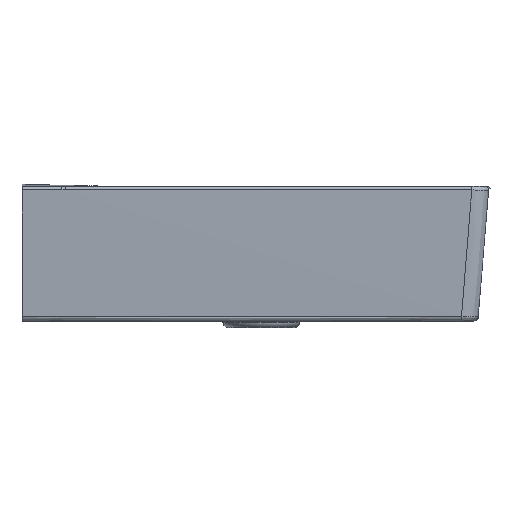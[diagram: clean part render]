
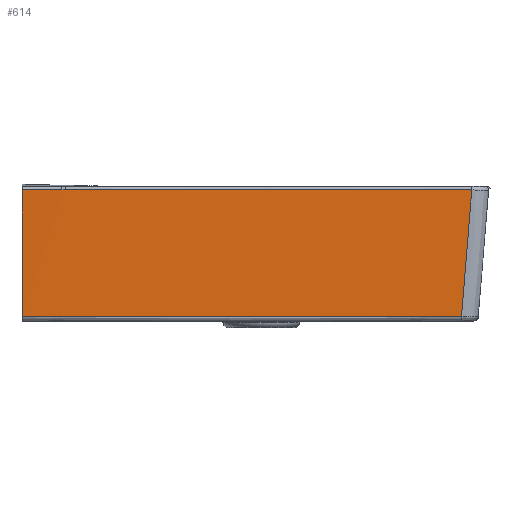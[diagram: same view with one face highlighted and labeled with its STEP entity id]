
A CAD part, left-side view. The second image highlights one B-rep face of the part: STEP entity #614.
In plain terms, the highlighted free-form (B-spline) face has degree [3, 3] with [10, 7] control points.
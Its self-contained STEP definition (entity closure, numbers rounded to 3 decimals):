
#70=B_SPLINE_SURFACE_WITH_KNOTS('',3,3,((#10895,#10896,#10897,#10898,#10899,
#10900,#10901),(#10902,#10903,#10904,#10905,#10906,#10907,#10908),(#10909,
#10910,#10911,#10912,#10913,#10914,#10915),(#10916,#10917,#10918,#10919,
#10920,#10921,#10922),(#10923,#10924,#10925,#10926,#10927,#10928,#10929),
(#10930,#10931,#10932,#10933,#10934,#10935,#10936),(#10937,#10938,#10939,
#10940,#10941,#10942,#10943),(#10944,#10945,#10946,#10947,#10948,#10949,
#10950),(#10951,#10952,#10953,#10954,#10955,#10956,#10957),(#10958,#10959,
#10960,#10961,#10962,#10963,#10964)),.UNSPECIFIED.,.F.,.F.,.F.,(4,1,1,1,
1,1,1,4),(4,2,1,4),(0.,0.2,0.4,0.6,0.7,0.8,0.9,1.),(0.,0.01,
0.802,1.),.UNSPECIFIED.);
#407=B_SPLINE_CURVE_WITH_KNOTS('',3,(#10254,#10255,#10256,#10257),
 .UNSPECIFIED.,.F.,.F.,(4,4),(0.,1.),.UNSPECIFIED.);
#408=B_SPLINE_CURVE_WITH_KNOTS('',3,(#10285,#10286,#10287,#10288,#10289,
#10290,#10291,#10292,#10293),.UNSPECIFIED.,.F.,.F.,(4,1,1,1,1,1,4),(0.,
0.247,0.535,0.678,0.822,
0.966,1.),.UNSPECIFIED.);
#410=B_SPLINE_CURVE_WITH_KNOTS('',3,(#10319,#10320,#10321,#10322),
 .UNSPECIFIED.,.F.,.F.,(4,4),(0.,1.),.UNSPECIFIED.);
#431=B_SPLINE_CURVE_WITH_KNOTS('',3,(#10854,#10855,#10856,#10857,#10858,
#10859,#10860,#10861),.UNSPECIFIED.,.F.,.F.,(4,2,2,4),(0.,0.25,0.5,1.),
 .UNSPECIFIED.);
#432=B_SPLINE_CURVE_WITH_KNOTS('',3,(#10886,#10887,#10888,#10889),
 .UNSPECIFIED.,.F.,.F.,(4,4),(0.,1.),.UNSPECIFIED.);
#433=B_SPLINE_CURVE_WITH_KNOTS('',3,(#10891,#10892,#10893,#10894),
 .UNSPECIFIED.,.F.,.F.,(4,4),(0.,1.),.UNSPECIFIED.);
#614=ADVANCED_FACE('',(#780),#70,.T.);
#780=FACE_OUTER_BOUND('',#935,.T.);
#935=EDGE_LOOP('',(#1455,#1456,#1457,#1458,#1459,#1460));
#1455=ORIENTED_EDGE('',*,*,#2205,.F.);
#1456=ORIENTED_EDGE('',*,*,#2204,.T.);
#1457=ORIENTED_EDGE('',*,*,#2149,.T.);
#1458=ORIENTED_EDGE('',*,*,#2152,.T.);
#1459=ORIENTED_EDGE('',*,*,#2155,.T.);
#1460=ORIENTED_EDGE('',*,*,#2206,.F.);
#1837=VERTEX_POINT('',#9940);
#1854=VERTEX_POINT('',#10258);
#1855=VERTEX_POINT('',#10284);
#1857=VERTEX_POINT('',#10318);
#1885=VERTEX_POINT('',#10801);
#1886=VERTEX_POINT('',#10890);
#2149=EDGE_CURVE('',#1854,#1837,#407,.T.);
#2152=EDGE_CURVE('',#1837,#1855,#408,.T.);
#2155=EDGE_CURVE('',#1855,#1857,#410,.T.);
#2204=EDGE_CURVE('',#1885,#1854,#431,.T.);
#2205=EDGE_CURVE('',#1885,#1886,#432,.T.);
#2206=EDGE_CURVE('',#1886,#1857,#433,.T.);
#9940=CARTESIAN_POINT('',(-399.101,-451.134,-3.557));
#10254=CARTESIAN_POINT('',(-394.435,-440.782,-130.293));
#10255=CARTESIAN_POINT('',(-396.796,-445.432,-89.367));
#10256=CARTESIAN_POINT('',(-398.406,-448.96,-47.111));
#10257=CARTESIAN_POINT('',(-399.101,-451.134,-3.557));
#10258=CARTESIAN_POINT('',(-394.435,-440.782,-130.293));
#10284=CARTESIAN_POINT('',(-398.887,-43.672,-3.555));
#10285=CARTESIAN_POINT('',(-399.101,-451.134,-3.556));
#10286=CARTESIAN_POINT('',(-399.405,-417.014,-3.556));
#10287=CARTESIAN_POINT('',(-399.886,-343.284,-3.556));
#10288=CARTESIAN_POINT('',(-400.019,-250.49,-3.556));
#10289=CARTESIAN_POINT('',(-399.815,-172.883,-3.556));
#10290=CARTESIAN_POINT('',(-399.506,-115.048,-3.556));
#10291=CARTESIAN_POINT('',(-399.157,-72.048,-3.556));
#10292=CARTESIAN_POINT('',(-398.932,-48.274,-3.556));
#10293=CARTESIAN_POINT('',(-398.887,-43.672,-3.556));
#10318=CARTESIAN_POINT('',(-398.851,-39.996,-3.554));
#10319=CARTESIAN_POINT('',(-398.887,-43.672,-3.555));
#10320=CARTESIAN_POINT('',(-398.875,-42.446,-3.555));
#10321=CARTESIAN_POINT('',(-398.863,-41.221,-3.555));
#10322=CARTESIAN_POINT('',(-398.851,-39.996,-3.554));
#10801=CARTESIAN_POINT('',(-393.777,0.,-130.29));
#10854=CARTESIAN_POINT('',(-393.777,0.,-130.29));
#10855=CARTESIAN_POINT('',(-394.154,-37.322,-130.29));
#10856=CARTESIAN_POINT('',(-394.537,-74.643,-130.29));
#10857=CARTESIAN_POINT('',(-395.055,-149.006,-130.291));
#10858=CARTESIAN_POINT('',(-395.208,-186.049,-130.291));
#10859=CARTESIAN_POINT('',(-395.372,-296.324,-130.292));
#10860=CARTESIAN_POINT('',(-395.091,-368.604,-130.293));
#10861=CARTESIAN_POINT('',(-394.435,-440.782,-130.293));
#10886=CARTESIAN_POINT('',(-393.777,0.,-130.29));
#10887=CARTESIAN_POINT('',(-396.228,0.,-88.033));
#10888=CARTESIAN_POINT('',(-397.785,0.,-45.776));
#10889=CARTESIAN_POINT('',(-398.447,0.,-3.52));
#10890=CARTESIAN_POINT('',(-398.447,0.,-3.52));
#10891=CARTESIAN_POINT('',(-398.447,0.,-3.52));
#10892=CARTESIAN_POINT('',(-398.584,-13.331,-3.536));
#10893=CARTESIAN_POINT('',(-398.721,-26.663,-3.547));
#10894=CARTESIAN_POINT('',(-398.851,-39.996,-3.554));
#10895=CARTESIAN_POINT('',(-397.562,-587.352,1.689));
#10896=CARTESIAN_POINT('',(-397.555,-587.277,1.126));
#10897=CARTESIAN_POINT('',(-397.547,-587.202,0.563));
#10898=CARTESIAN_POINT('',(-396.91,-581.135,-45.03));
#10899=CARTESIAN_POINT('',(-394.852,-573.644,-101.298));
#10900=CARTESIAN_POINT('',(-391.218,-566.171,-157.474));
#10901=CARTESIAN_POINT('',(-390.444,-564.677,-168.707));
#10902=CARTESIAN_POINT('',(-398.143,-547.615,1.689));
#10903=CARTESIAN_POINT('',(-398.135,-547.549,1.126));
#10904=CARTESIAN_POINT('',(-398.127,-547.484,0.563));
#10905=CARTESIAN_POINT('',(-397.479,-542.202,-45.03));
#10906=CARTESIAN_POINT('',(-395.409,-535.678,-101.298));
#10907=CARTESIAN_POINT('',(-391.761,-529.171,-157.474));
#10908=CARTESIAN_POINT('',(-390.984,-527.87,-168.706));
#10909=CARTESIAN_POINT('',(-399.136,-468.139,1.689));
#10910=CARTESIAN_POINT('',(-399.128,-468.093,1.126));
#10911=CARTESIAN_POINT('',(-399.119,-468.047,0.563));
#10912=CARTESIAN_POINT('',(-398.455,-464.333,-45.03));
#10913=CARTESIAN_POINT('',(-396.366,-459.746,-101.299));
#10914=CARTESIAN_POINT('',(-392.697,-455.17,-157.474));
#10915=CARTESIAN_POINT('',(-391.916,-454.255,-168.706));
#10916=CARTESIAN_POINT('',(-399.958,-348.919,1.689));
#10917=CARTESIAN_POINT('',(-399.949,-348.902,1.126));
#10918=CARTESIAN_POINT('',(-399.941,-348.885,0.563));
#10919=CARTESIAN_POINT('',(-399.271,-347.523,-45.03));
#10920=CARTESIAN_POINT('',(-397.177,-345.841,-101.299));
#10921=CARTESIAN_POINT('',(-393.501,-344.163,-157.474));
#10922=CARTESIAN_POINT('',(-392.718,-343.827,-168.706));
#10923=CARTESIAN_POINT('',(-400.098,-250.49,1.689));
#10924=CARTESIAN_POINT('',(-400.089,-250.49,1.126));
#10925=CARTESIAN_POINT('',(-400.081,-250.49,0.563));
#10926=CARTESIAN_POINT('',(-399.419,-250.486,-45.03));
#10927=CARTESIAN_POINT('',(-397.333,-250.482,-101.299));
#10928=CARTESIAN_POINT('',(-393.666,-250.477,-157.474));
#10929=CARTESIAN_POINT('',(-392.885,-250.476,-168.706));
#10930=CARTESIAN_POINT('',(-399.893,-172.841,1.689));
#10931=CARTESIAN_POINT('',(-399.885,-172.845,1.126));
#10932=CARTESIAN_POINT('',(-399.877,-172.85,0.563));
#10933=CARTESIAN_POINT('',(-399.22,-173.221,-45.03));
#10934=CARTESIAN_POINT('',(-397.142,-173.679,-101.299));
#10935=CARTESIAN_POINT('',(-393.482,-174.136,-157.474));
#10936=CARTESIAN_POINT('',(-392.702,-174.228,-168.706));
#10937=CARTESIAN_POINT('',(-399.583,-115.003,1.689));
#10938=CARTESIAN_POINT('',(-399.575,-115.008,1.126));
#10939=CARTESIAN_POINT('',(-399.567,-115.013,0.563));
#10940=CARTESIAN_POINT('',(-398.912,-115.406,-45.03));
#10941=CARTESIAN_POINT('',(-396.836,-115.89,-101.299));
#10942=CARTESIAN_POINT('',(-393.178,-116.374,-157.474));
#10943=CARTESIAN_POINT('',(-392.399,-116.471,-168.706));
#10944=CARTESIAN_POINT('',(-399.116,-57.434,1.689));
#10945=CARTESIAN_POINT('',(-399.108,-57.437,1.126));
#10946=CARTESIAN_POINT('',(-399.1,-57.44,0.563));
#10947=CARTESIAN_POINT('',(-398.442,-57.68,-45.03));
#10948=CARTESIAN_POINT('',(-396.36,-57.976,-101.299));
#10949=CARTESIAN_POINT('',(-392.698,-58.271,-157.474));
#10950=CARTESIAN_POINT('',(-391.919,-58.33,-168.706));
#10951=CARTESIAN_POINT('',(-398.722,-19.145,1.689));
#10952=CARTESIAN_POINT('',(-398.714,-19.146,1.126));
#10953=CARTESIAN_POINT('',(-398.705,-19.147,0.563));
#10954=CARTESIAN_POINT('',(-398.044,-19.227,-45.03));
#10955=CARTESIAN_POINT('',(-395.958,-19.325,-101.299));
#10956=CARTESIAN_POINT('',(-392.293,-19.424,-157.474));
#10957=CARTESIAN_POINT('',(-391.512,-19.444,-168.706));
#10958=CARTESIAN_POINT('',(-398.524,0.,1.689));
#10959=CARTESIAN_POINT('',(-398.516,0.,1.126));
#10960=CARTESIAN_POINT('',(-398.508,0.,0.563));
#10961=CARTESIAN_POINT('',(-397.848,0.,-45.03));
#10962=CARTESIAN_POINT('',(-395.762,0.,-101.299));
#10963=CARTESIAN_POINT('',(-392.097,0.,-157.474));
#10964=CARTESIAN_POINT('',(-391.317,0.,-168.706));
